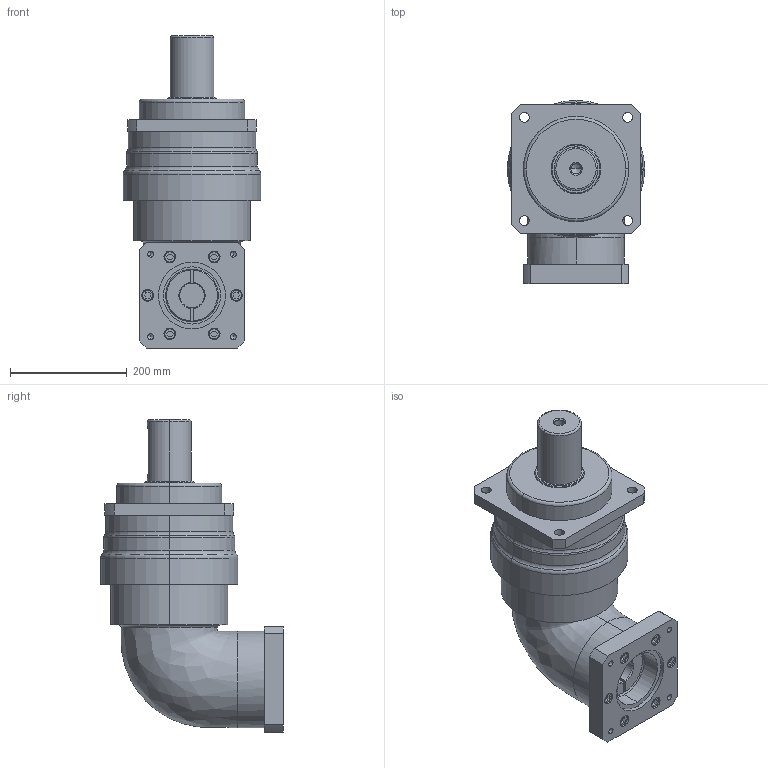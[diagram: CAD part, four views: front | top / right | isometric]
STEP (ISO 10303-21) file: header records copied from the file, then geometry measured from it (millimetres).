
FILE_DESCRIPTION (( 'STEP AP203' ), '1' );
FILE_NAME ('EVS210-L2-42-114.3-200.STEP', '2022-06-27T09:03:57', ( 'PC' ), ( 'Microsoft' ), 'SwSTEP 2.0', 'SolidWorks 2016', '' );
FILE_SCHEMA (( 'CONFIG_CONTROL_DESIGN' ));
Length unit declared in the file: millimetre
Products named in the file (1): EVS210-L2-42-114.3-200
Bounding box: 235 x 312.8 x 533.8 mm (x, y, z)
Volume: 14556695.3 mm3; surface area: 525043.7 mm2
Topology: 1 solids, 1 shells, 211 faces, 493 edges, 309 vertices
Faces by surface type: plane 86, cylinder 79, torus 24, cone 18, bspline 4
Entity records: 8267 total; most frequent: CARTESIAN_POINT 3254, DIRECTION 1093, ORIENTED_EDGE 966, EDGE_CURVE 483, AXIS2_PLACEMENT_3D 423, VERTEX_POINT 309, EDGE_LOOP 254, LINE 247
